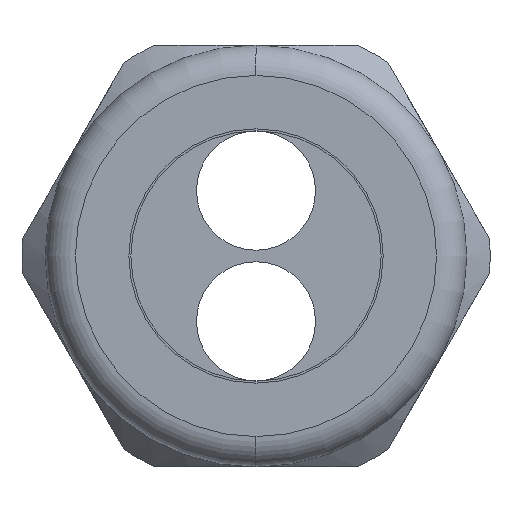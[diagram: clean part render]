
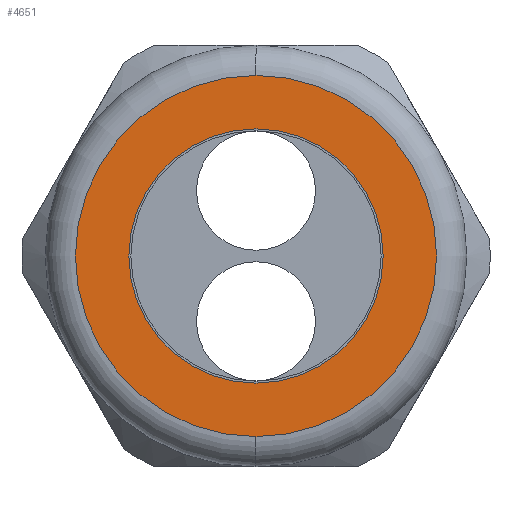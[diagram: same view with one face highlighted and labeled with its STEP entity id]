
A CAD part, left-side view. The second image highlights one B-rep face of the part: STEP entity #4651.
In plain terms, the highlighted planar face has unit normal (-1, 0, 0).
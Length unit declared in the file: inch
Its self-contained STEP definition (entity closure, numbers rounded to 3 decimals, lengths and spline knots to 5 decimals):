
#1588 = CARTESIAN_POINT ( 'NONE',  ( -2.2, 0., 0.895 ) ) ;
#1614 = DIRECTION ( 'NONE',  ( 0., 0., 1. ) ) ;
#1615 = DIRECTION ( 'NONE',  ( -1., 0., 0. ) ) ;
#1616 = CARTESIAN_POINT ( 'NONE',  ( -2.2, 0., 0. ) ) ;
#1617 = AXIS2_PLACEMENT_3D ( 'NONE', #1616, #1615, #1614 ) ;
#1618 = CIRCLE ( 'NONE', #1617, 0.895 ) ;
#1640 = CIRCLE ( 'NONE', #1704, 0.63 ) ;
#1645 = CARTESIAN_POINT ( 'NONE',  ( -2.2, 0., 0. ) ) ;
#1667 = CARTESIAN_POINT ( 'NONE',  ( -2.2, 0., -0.895 ) ) ;
#1700 = CARTESIAN_POINT ( 'NONE',  ( -2.2, 0., -0.63 ) ) ;
#1701 = CARTESIAN_POINT ( 'NONE',  ( -2.2, 0., 0.63 ) ) ;
#1702 = DIRECTION ( 'NONE',  ( 0., 0., -1. ) ) ;
#1703 = DIRECTION ( 'NONE',  ( 1., 0., 0. ) ) ;
#1704 = AXIS2_PLACEMENT_3D ( 'NONE', #1645, #1703, #1702 ) ;
#2589 = DIRECTION ( 'NONE',  ( 0., 0., -1. ) ) ;
#2590 = DIRECTION ( 'NONE',  ( 1., 0., 0. ) ) ;
#2591 = CARTESIAN_POINT ( 'NONE',  ( -2.2, 0., 0. ) ) ;
#2592 = AXIS2_PLACEMENT_3D ( 'NONE', #2591, #2590, #2589 ) ;
#2593 = CIRCLE ( 'NONE', #2592, 0.63 ) ;
#2610 = DIRECTION ( 'NONE',  ( 0., 0., 1. ) ) ;
#2611 = DIRECTION ( 'NONE',  ( -1., 0., 0. ) ) ;
#2612 = CARTESIAN_POINT ( 'NONE',  ( -2.2, 0., 0. ) ) ;
#2613 = AXIS2_PLACEMENT_3D ( 'NONE', #2612, #2611, #2610 ) ;
#2614 = CIRCLE ( 'NONE', #2613, 0.895 ) ;
#2615 = DIRECTION ( 'NONE',  ( 0., 0., 1. ) ) ;
#2616 = DIRECTION ( 'NONE',  ( -1., 0., 0. ) ) ;
#2617 = CARTESIAN_POINT ( 'NONE',  ( -2.2, 1.045, 0. ) ) ;
#2618 = AXIS2_PLACEMENT_3D ( 'NONE', #2617, #2616, #2615 ) ;
#2619 = PLANE ( 'NONE',  #2618 ) ;
#2620 = FACE_BOUND ( 'NONE', #4656, .T. ) ;
#2621 = FACE_OUTER_BOUND ( 'NONE', #4652, .T. ) ;
#4108 = VERTEX_POINT ( 'NONE', #1588 ) ;
#4130 = EDGE_CURVE ( 'NONE', #4108, #4139, #1618, .T. ) ;
#4139 = VERTEX_POINT ( 'NONE', #1667 ) ;
#4149 = EDGE_CURVE ( 'NONE', #4150, #4151, #1640, .T. ) ;
#4150 = VERTEX_POINT ( 'NONE', #1701 ) ;
#4151 = VERTEX_POINT ( 'NONE', #1700 ) ;
#4632 = EDGE_CURVE ( 'NONE', #4151, #4150, #2593, .T. ) ;
#4633 = ORIENTED_EDGE ( 'NONE', *, *, #4149, .T. ) ;
#4651 = ADVANCED_FACE ( 'NONE', ( #2621, #2620 ), #2619, .T. ) ;
#4652 = EDGE_LOOP ( 'NONE', ( #4653, #4654 ) ) ;
#4653 = ORIENTED_EDGE ( 'NONE', *, *, #4130, .T. ) ;
#4654 = ORIENTED_EDGE ( 'NONE', *, *, #4655, .T. ) ;
#4655 = EDGE_CURVE ( 'NONE', #4139, #4108, #2614, .T. ) ;
#4656 = EDGE_LOOP ( 'NONE', ( #4657, #4633 ) ) ;
#4657 = ORIENTED_EDGE ( 'NONE', *, *, #4632, .T. ) ;
